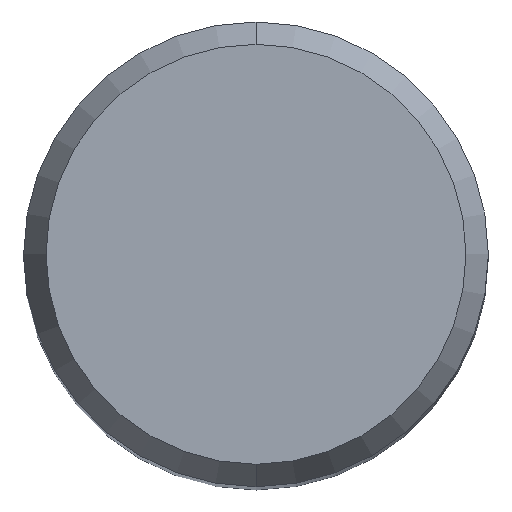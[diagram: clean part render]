
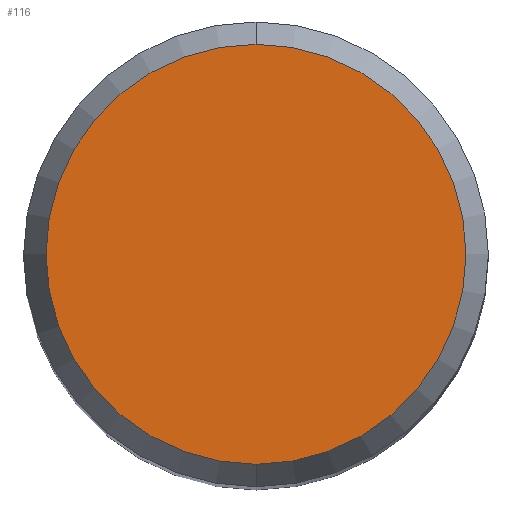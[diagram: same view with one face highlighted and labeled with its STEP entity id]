
A CAD part, top view. The second image highlights one B-rep face of the part: STEP entity #116.
In plain terms, the highlighted planar face has unit normal (0, 0, 1).
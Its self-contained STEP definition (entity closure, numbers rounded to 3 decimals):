
#96=EDGE_CURVE('',#194,#174,#234,.T.);
#116=ADVANCED_FACE('',(#255),#256,.T.);
#174=VERTEX_POINT('',#322);
#194=VERTEX_POINT('',#343);
#204=EDGE_CURVE('',#174,#194,#356,.T.);
#234=CIRCLE('',#381,4.304);
#255=FACE_OUTER_BOUND('',#405,.T.);
#256=PLANE('',#406);
#322=CARTESIAN_POINT('',(0.0,4.304,0.01));
#343=CARTESIAN_POINT('',(0.,-4.304,0.01));
#356=CIRCLE('',#535,4.304);
#381=AXIS2_PLACEMENT_3D('',#553,#554,#555);
#405=EDGE_LOOP('',(#570,#571));
#406=AXIS2_PLACEMENT_3D('',#572,#573,#574);
#535=AXIS2_PLACEMENT_3D('',#705,#706,#707);
#553=CARTESIAN_POINT('',(0.0,0.0,0.01));
#554=DIRECTION('',(0.0,0.0,-1.0));
#555=DIRECTION('',(0.0,1.0,0.0));
#570=ORIENTED_EDGE('',*,*,#204,.F.);
#571=ORIENTED_EDGE('',*,*,#96,.F.);
#572=CARTESIAN_POINT('',(0.0,2.152,0.01));
#573=DIRECTION('',(-0.0,0.0,1.0));
#574=DIRECTION('',(0.0,-1.0,0.0));
#705=CARTESIAN_POINT('',(0.0,0.0,0.01));
#706=DIRECTION('',(0.0,0.0,-1.0));
#707=DIRECTION('',(0.0,1.0,0.0));
